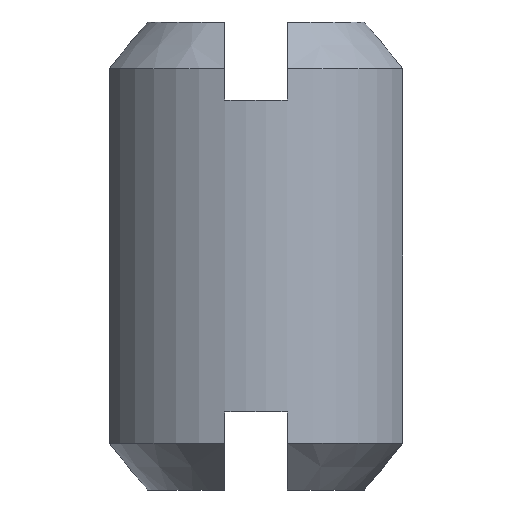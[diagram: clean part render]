
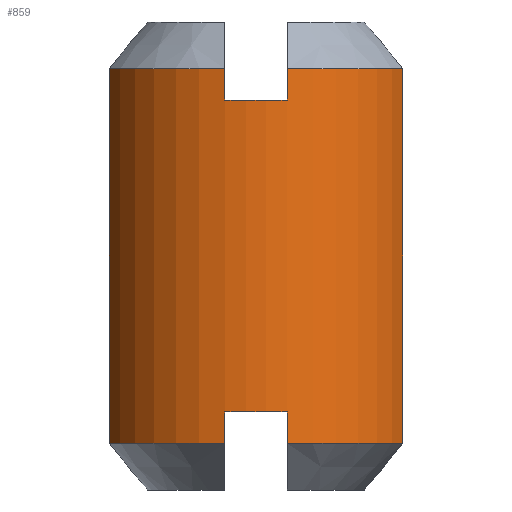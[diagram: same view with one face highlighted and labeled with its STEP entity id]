
A CAD part, left-side view. The second image highlights one B-rep face of the part: STEP entity #859.
In plain terms, the highlighted cylindrical face has radius 5 mm (diameter 10 mm), a partial arc.
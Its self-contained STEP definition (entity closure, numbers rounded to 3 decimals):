
#7 = ORIENTED_EDGE ( 'NONE', *, *, #262, .T. ) ;
#9 = CARTESIAN_POINT ( 'NONE',  ( 0., 0., -13.5 ) ) ;
#11 = ORIENTED_EDGE ( 'NONE', *, *, #826, .F. ) ;
#17 = VERTEX_POINT ( 'NONE', #598 ) ;
#28 = DIRECTION ( 'NONE',  ( 0., 0., -1. ) ) ;
#47 = DIRECTION ( 'NONE',  ( -1., 0., 0. ) ) ;
#53 = EDGE_CURVE ( 'NONE', #653, #559, #187, .T. ) ;
#60 = ORIENTED_EDGE ( 'NONE', *, *, #312, .T. ) ;
#67 = CARTESIAN_POINT ( 'NONE',  ( -1.702, -4.702, -1.5 ) ) ;
#68 = CARTESIAN_POINT ( 'NONE',  ( -4.899, 1., 0. ) ) ;
#76 = FACE_OUTER_BOUND ( 'NONE', #414, .T. ) ;
#98 = CARTESIAN_POINT ( 'NONE',  ( -4.899, -1., 0. ) ) ;
#120 = DIRECTION ( 'NONE',  ( 1., 0., 0. ) ) ;
#135 = DIRECTION ( 'NONE',  ( 1., 0., 0. ) ) ;
#140 = CIRCLE ( 'NONE', #707, 5. ) ;
#149 = ORIENTED_EDGE ( 'NONE', *, *, #533, .F. ) ;
#158 = DIRECTION ( 'NONE',  ( 1., 0., 0. ) ) ;
#161 = AXIS2_PLACEMENT_3D ( 'NONE', #338, #617, #120 ) ;
#165 = AXIS2_PLACEMENT_3D ( 'NONE', #537, #545, #135 ) ;
#171 = CARTESIAN_POINT ( 'NONE',  ( -4.899, -1., -12.5 ) ) ;
#183 = CARTESIAN_POINT ( 'NONE',  ( -4.899, 1., 0. ) ) ;
#187 = LINE ( 'NONE', #254, #382 ) ;
#208 = ORIENTED_EDGE ( 'NONE', *, *, #810, .T. ) ;
#212 = VECTOR ( 'NONE', #322, 1000. ) ;
#230 = ORIENTED_EDGE ( 'NONE', *, *, #517, .T. ) ;
#250 = ORIENTED_EDGE ( 'NONE', *, *, #775, .T. ) ;
#254 = CARTESIAN_POINT ( 'NONE',  ( -1.702, 4.702, 0. ) ) ;
#262 = EDGE_CURVE ( 'NONE', #874, #703, #270, .T. ) ;
#270 = CIRCLE ( 'NONE', #424, 5. ) ;
#271 = DIRECTION ( 'NONE',  ( 0., 0., -1. ) ) ;
#276 = VECTOR ( 'NONE', #791, 1000. ) ;
#293 = VECTOR ( 'NONE', #28, 1000. ) ;
#312 = EDGE_CURVE ( 'NONE', #17, #442, #792, .T. ) ;
#313 = VECTOR ( 'NONE', #492, 1000. ) ;
#315 = LINE ( 'NONE', #325, #212 ) ;
#322 = DIRECTION ( 'NONE',  ( 0., 0., -1. ) ) ;
#325 = CARTESIAN_POINT ( 'NONE',  ( -1.702, -4.702, 0. ) ) ;
#335 = DIRECTION ( 'NONE',  ( 0., 0., 1. ) ) ;
#338 = CARTESIAN_POINT ( 'NONE',  ( 0., 0., -12.5 ) ) ;
#343 = DIRECTION ( 'NONE',  ( 0., 0., 1. ) ) ;
#345 = CIRCLE ( 'NONE', #349, 5. ) ;
#349 = AXIS2_PLACEMENT_3D ( 'NONE', #682, #335, #819 ) ;
#353 = DIRECTION ( 'NONE',  ( 1., 0., 0. ) ) ;
#355 = VERTEX_POINT ( 'NONE', #648 ) ;
#374 = VECTOR ( 'NONE', #811, 1000. ) ;
#375 = ORIENTED_EDGE ( 'NONE', *, *, #845, .T. ) ;
#376 = CARTESIAN_POINT ( 'NONE',  ( -1.702, 4.702, -1.5 ) ) ;
#382 = VECTOR ( 'NONE', #735, 1000. ) ;
#388 = VERTEX_POINT ( 'NONE', #430 ) ;
#390 = CARTESIAN_POINT ( 'NONE',  ( -1.702, -4.702, -13.5 ) ) ;
#398 = CARTESIAN_POINT ( 'NONE',  ( 0., 0., -2.5 ) ) ;
#399 = CARTESIAN_POINT ( 'NONE',  ( -1.702, 4.702, -13.5 ) ) ;
#414 = EDGE_LOOP ( 'NONE', ( #422, #898, #375, #250, #456, #230, #7, #11, #149, #853, #208, #60 ) ) ;
#422 = ORIENTED_EDGE ( 'NONE', *, *, #723, .F. ) ;
#424 = AXIS2_PLACEMENT_3D ( 'NONE', #9, #343, #353 ) ;
#430 = CARTESIAN_POINT ( 'NONE',  ( -4.899, 1., -12.5 ) ) ;
#442 = VERTEX_POINT ( 'NONE', #712 ) ;
#456 = ORIENTED_EDGE ( 'NONE', *, *, #732, .T. ) ;
#461 = CARTESIAN_POINT ( 'NONE',  ( -4.899, -1., -2.5 ) ) ;
#472 = CARTESIAN_POINT ( 'NONE',  ( 0., 0., -1.5 ) ) ;
#492 = DIRECTION ( 'NONE',  ( 0., 0., 1. ) ) ;
#517 = EDGE_CURVE ( 'NONE', #534, #874, #658, .T. ) ;
#533 = EDGE_CURVE ( 'NONE', #355, #730, #567, .T. ) ;
#534 = VERTEX_POINT ( 'NONE', #171 ) ;
#537 = CARTESIAN_POINT ( 'NONE',  ( 0., 0., 0. ) ) ;
#545 = DIRECTION ( 'NONE',  ( 0., 0., 1. ) ) ;
#548 = EDGE_CURVE ( 'NONE', #355, #592, #645, .T. ) ;
#556 = LINE ( 'NONE', #183, #374 ) ;
#559 = VERTEX_POINT ( 'NONE', #376 ) ;
#561 = AXIS2_PLACEMENT_3D ( 'NONE', #472, #781, #158 ) ;
#567 = CIRCLE ( 'NONE', #729, 5. ) ;
#586 = CARTESIAN_POINT ( 'NONE',  ( -4.899, -1., 0. ) ) ;
#589 = CARTESIAN_POINT ( 'NONE',  ( 0., 0., -1.5 ) ) ;
#592 = VERTEX_POINT ( 'NONE', #461 ) ;
#598 = CARTESIAN_POINT ( 'NONE',  ( -4.899, 1., -2.5 ) ) ;
#617 = DIRECTION ( 'NONE',  ( 0., 0., 1. ) ) ;
#645 = LINE ( 'NONE', #98, #276 ) ;
#648 = CARTESIAN_POINT ( 'NONE',  ( -4.899, -1., -1.5 ) ) ;
#653 = VERTEX_POINT ( 'NONE', #399 ) ;
#658 = LINE ( 'NONE', #586, #293 ) ;
#682 = CARTESIAN_POINT ( 'NONE',  ( 0., 0., -13.5 ) ) ;
#703 = VERTEX_POINT ( 'NONE', #390 ) ;
#707 = AXIS2_PLACEMENT_3D ( 'NONE', #398, #271, #47 ) ;
#712 = CARTESIAN_POINT ( 'NONE',  ( -4.899, 1., -1.5 ) ) ;
#714 = CIRCLE ( 'NONE', #561, 5. ) ;
#723 = EDGE_CURVE ( 'NONE', #559, #442, #714, .T. ) ;
#729 = AXIS2_PLACEMENT_3D ( 'NONE', #589, #789, #855 ) ;
#730 = VERTEX_POINT ( 'NONE', #67 ) ;
#732 = EDGE_CURVE ( 'NONE', #388, #534, #867, .T. ) ;
#735 = DIRECTION ( 'NONE',  ( 0., 0., 1. ) ) ;
#775 = EDGE_CURVE ( 'NONE', #779, #388, #556, .T. ) ;
#779 = VERTEX_POINT ( 'NONE', #888 ) ;
#781 = DIRECTION ( 'NONE',  ( 0., 0., 1. ) ) ;
#789 = DIRECTION ( 'NONE',  ( 0., 0., 1. ) ) ;
#791 = DIRECTION ( 'NONE',  ( 0., 0., -1. ) ) ;
#792 = LINE ( 'NONE', #68, #313 ) ;
#810 = EDGE_CURVE ( 'NONE', #592, #17, #140, .T. ) ;
#811 = DIRECTION ( 'NONE',  ( 0., 0., 1. ) ) ;
#819 = DIRECTION ( 'NONE',  ( 1., 0., 0. ) ) ;
#826 = EDGE_CURVE ( 'NONE', #730, #703, #315, .T. ) ;
#845 = EDGE_CURVE ( 'NONE', #653, #779, #345, .T. ) ;
#853 = ORIENTED_EDGE ( 'NONE', *, *, #548, .T. ) ;
#855 = DIRECTION ( 'NONE',  ( 1., 0., 0. ) ) ;
#859 = ADVANCED_FACE ( 'NONE', ( #76 ), #864, .T. ) ;
#864 = CYLINDRICAL_SURFACE ( 'NONE', #165, 5. ) ;
#867 = CIRCLE ( 'NONE', #161, 5. ) ;
#874 = VERTEX_POINT ( 'NONE', #891 ) ;
#888 = CARTESIAN_POINT ( 'NONE',  ( -4.899, 1., -13.5 ) ) ;
#891 = CARTESIAN_POINT ( 'NONE',  ( -4.899, -1., -13.5 ) ) ;
#898 = ORIENTED_EDGE ( 'NONE', *, *, #53, .F. ) ;
